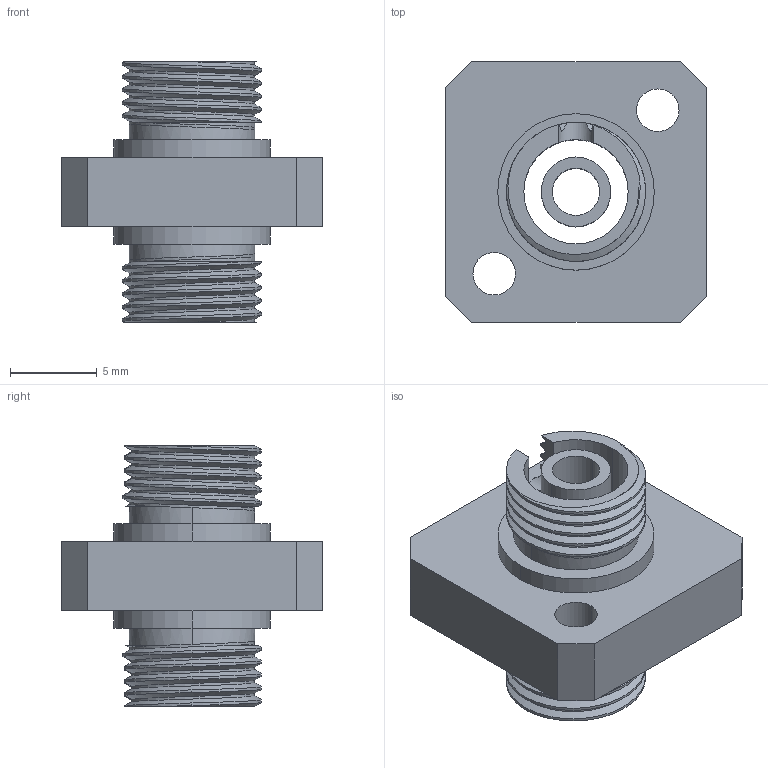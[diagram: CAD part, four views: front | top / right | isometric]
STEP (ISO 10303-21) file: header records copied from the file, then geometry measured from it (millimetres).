
FILE_DESCRIPTION (( 'STEP AP214' ), '1' );
FILE_NAME ('FOA-PMFCPN_3D.step', '2023-05-30T19:24:43', ( '' ), ( '' ), 'SwSTEP 2.0', 'SolidWorks 2022', '' );
FILE_SCHEMA (( 'AUTOMOTIVE_DESIGN' ));
Length unit declared in the file: inch
Products named in the file (1): FOA-PMFCPN_3D
Bounding box: 15 x 15 x 15 mm (x, y, z)
Volume: 1003.6 mm3; surface area: 1658.6 mm2
Topology: 2 solids, 2 shells, 109 faces, 299 edges, 198 vertices
Faces by surface type: cylinder 55, bspline 30, plane 24
Entity records: 10807 total; most frequent: CARTESIAN_POINT 8396, ORIENTED_EDGE 598, DIRECTION 369, EDGE_CURVE 299, VERTEX_POINT 198, AXIS2_PLACEMENT_3D 132, EDGE_LOOP 121, FACE_OUTER_BOUND 109
